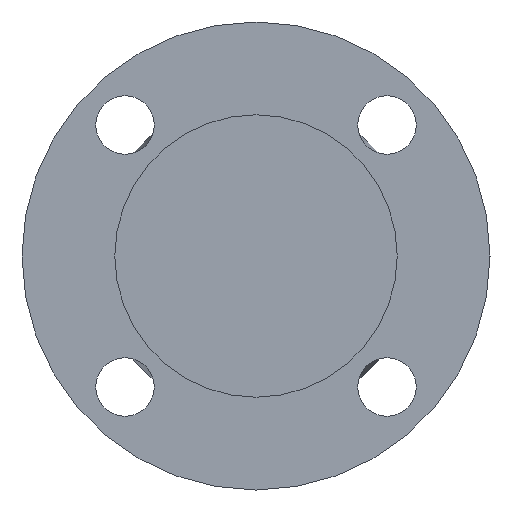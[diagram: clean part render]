
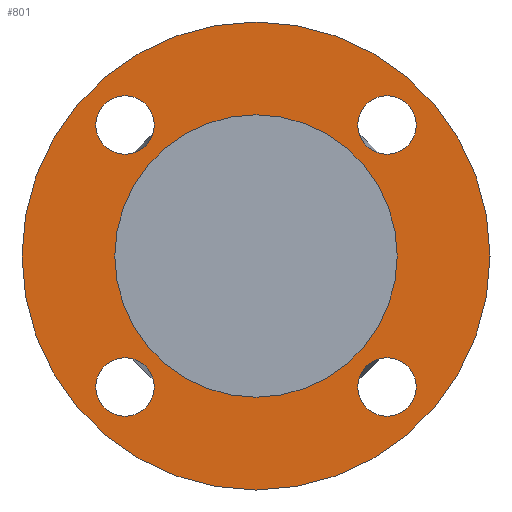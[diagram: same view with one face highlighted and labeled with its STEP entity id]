
A CAD part, left-side view. The second image highlights one B-rep face of the part: STEP entity #801.
In plain terms, the highlighted planar face has unit normal (-1, 0, 0).
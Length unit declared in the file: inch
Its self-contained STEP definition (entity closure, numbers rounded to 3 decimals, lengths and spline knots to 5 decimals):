
#48 = AXIS2_PLACEMENT_3D ( 'NONE', #219, #183, #382 ) ;
#51 = CIRCLE ( 'NONE', #439, 0.375 ) ;
#60 = FACE_BOUND ( 'NONE', #1015, .T. ) ;
#87 = EDGE_LOOP ( 'NONE', ( #1653, #1804 ) ) ;
#94 = DIRECTION ( 'NONE',  ( 1., 0., 0. ) ) ;
#130 = EDGE_LOOP ( 'NONE', ( #1192, #1283 ) ) ;
#151 = DIRECTION ( 'NONE',  ( 0., 1., 0. ) ) ;
#162 = PLANE ( 'NONE',  #893 ) ;
#168 = AXIS2_PLACEMENT_3D ( 'NONE', #1599, #281, #1016 ) ;
#169 = AXIS2_PLACEMENT_3D ( 'NONE', #1545, #248, #952 ) ;
#183 = DIRECTION ( 'NONE',  ( 1., 0., 0. ) ) ;
#195 = DIRECTION ( 'NONE',  ( 0., 0., -1. ) ) ;
#197 = CARTESIAN_POINT ( 'NONE',  ( -3.875, 1.81, 0. ) ) ;
#199 = EDGE_CURVE ( 'NONE', #2062, #2095, #838, .T. ) ;
#219 = CARTESIAN_POINT ( 'NONE',  ( -3.875, 1.67938, 1.67938 ) ) ;
#220 = EDGE_CURVE ( 'NONE', #828, #1302, #945, .T. ) ;
#234 = CARTESIAN_POINT ( 'NONE',  ( -3.875, 1.67938, -2.05438 ) ) ;
#248 = DIRECTION ( 'NONE',  ( 1., 0., 0. ) ) ;
#250 = CIRCLE ( 'NONE', #1858, 3. ) ;
#280 = AXIS2_PLACEMENT_3D ( 'NONE', #1853, #889, #1259 ) ;
#281 = DIRECTION ( 'NONE',  ( 1., 0., 0. ) ) ;
#289 = EDGE_LOOP ( 'NONE', ( #374, #1185 ) ) ;
#304 = FACE_BOUND ( 'NONE', #289, .T. ) ;
#309 = AXIS2_PLACEMENT_3D ( 'NONE', #663, #94, #2161 ) ;
#351 = AXIS2_PLACEMENT_3D ( 'NONE', #2365, #878, #151 ) ;
#374 = ORIENTED_EDGE ( 'NONE', *, *, #459, .T. ) ;
#382 = DIRECTION ( 'NONE',  ( 0., 0., -1. ) ) ;
#387 = EDGE_CURVE ( 'NONE', #519, #621, #704, .T. ) ;
#400 = AXIS2_PLACEMENT_3D ( 'NONE', #957, #1701, #619 ) ;
#439 = AXIS2_PLACEMENT_3D ( 'NONE', #1162, #627, #1918 ) ;
#446 = CIRCLE ( 'NONE', #168, 0.375 ) ;
#459 = EDGE_CURVE ( 'NONE', #943, #1251, #759, .T. ) ;
#462 = VERTEX_POINT ( 'NONE', #2243 ) ;
#467 = EDGE_CURVE ( 'NONE', #1366, #673, #973, .T. ) ;
#508 = EDGE_CURVE ( 'NONE', #1251, #943, #1074, .T. ) ;
#519 = VERTEX_POINT ( 'NONE', #2280 ) ;
#523 = CIRCLE ( 'NONE', #309, 0.375 ) ;
#557 = AXIS2_PLACEMENT_3D ( 'NONE', #2240, #1897, #2056 ) ;
#619 = DIRECTION ( 'NONE',  ( 0., 0., 1. ) ) ;
#621 = VERTEX_POINT ( 'NONE', #891 ) ;
#627 = DIRECTION ( 'NONE',  ( 1., 0., 0. ) ) ;
#628 = FACE_BOUND ( 'NONE', #1677, .T. ) ;
#636 = EDGE_CURVE ( 'NONE', #462, #1072, #2191, .T. ) ;
#650 = CIRCLE ( 'NONE', #2297, 1.81 ) ;
#656 = CARTESIAN_POINT ( 'NONE',  ( -3.875, -2.05438, 1.67938 ) ) ;
#663 = CARTESIAN_POINT ( 'NONE',  ( -3.875, -1.67938, 1.67938 ) ) ;
#673 = VERTEX_POINT ( 'NONE', #2187 ) ;
#704 = CIRCLE ( 'NONE', #280, 1.81 ) ;
#749 = ORIENTED_EDGE ( 'NONE', *, *, #1022, .T. ) ;
#759 = CIRCLE ( 'NONE', #874, 0.375 ) ;
#761 = CARTESIAN_POINT ( 'NONE',  ( -3.875, 0., 0. ) ) ;
#801 = ADVANCED_FACE ( 'Defeatured_0_11', ( #628, #1379, #1034, #1284, #60, #304 ), #162, .T. ) ;
#828 = VERTEX_POINT ( 'NONE', #1496 ) ;
#838 = CIRCLE ( 'NONE', #557, 0.375 ) ;
#874 = AXIS2_PLACEMENT_3D ( 'NONE', #1513, #1102, #195 ) ;
#878 = DIRECTION ( 'NONE',  ( 1., 0., 0. ) ) ;
#889 = DIRECTION ( 'NONE',  ( 1., 0., 0. ) ) ;
#891 = CARTESIAN_POINT ( 'NONE',  ( -3.875, 0., 1.81 ) ) ;
#893 = AXIS2_PLACEMENT_3D ( 'NONE', #197, #1477, #1104 ) ;
#912 = ORIENTED_EDGE ( 'NONE', *, *, #2211, .T. ) ;
#916 = CARTESIAN_POINT ( 'NONE',  ( -3.875, -1.30438, -1.67938 ) ) ;
#930 = DIRECTION ( 'NONE',  ( 1., 0., 0. ) ) ;
#943 = VERTEX_POINT ( 'NONE', #234 ) ;
#945 = CIRCLE ( 'NONE', #400, 3. ) ;
#952 = DIRECTION ( 'NONE',  ( 0., 0., -1. ) ) ;
#957 = CARTESIAN_POINT ( 'NONE',  ( -3.875, 0., 0. ) ) ;
#973 = CIRCLE ( 'NONE', #48, 0.375 ) ;
#1004 = ORIENTED_EDGE ( 'NONE', *, *, #387, .T. ) ;
#1015 = EDGE_LOOP ( 'NONE', ( #1948, #1421 ) ) ;
#1016 = DIRECTION ( 'NONE',  ( 0., 0., -1. ) ) ;
#1022 = EDGE_CURVE ( 'NONE', #1302, #828, #250, .T. ) ;
#1034 = FACE_BOUND ( 'NONE', #87, .T. ) ;
#1072 = VERTEX_POINT ( 'NONE', #656 ) ;
#1074 = CIRCLE ( 'NONE', #169, 0.375 ) ;
#1102 = DIRECTION ( 'NONE',  ( 1., 0., 0. ) ) ;
#1104 = DIRECTION ( 'NONE',  ( 0., 0., 1. ) ) ;
#1143 = EDGE_LOOP ( 'NONE', ( #749, #1827 ) ) ;
#1162 = CARTESIAN_POINT ( 'NONE',  ( -3.875, -1.67938, -1.67938 ) ) ;
#1185 = ORIENTED_EDGE ( 'NONE', *, *, #508, .T. ) ;
#1192 = ORIENTED_EDGE ( 'NONE', *, *, #636, .T. ) ;
#1251 = VERTEX_POINT ( 'NONE', #1536 ) ;
#1259 = DIRECTION ( 'NONE',  ( 0., 0., 1. ) ) ;
#1283 = ORIENTED_EDGE ( 'NONE', *, *, #1780, .T. ) ;
#1284 = FACE_BOUND ( 'NONE', #130, .T. ) ;
#1302 = VERTEX_POINT ( 'NONE', #2076 ) ;
#1366 = VERTEX_POINT ( 'NONE', #1382 ) ;
#1379 = FACE_OUTER_BOUND ( 'NONE', #1143, .T. ) ;
#1382 = CARTESIAN_POINT ( 'NONE',  ( -3.875, 1.67938, 2.05438 ) ) ;
#1421 = ORIENTED_EDGE ( 'NONE', *, *, #2298, .T. ) ;
#1477 = DIRECTION ( 'NONE',  ( -1., 0., 0. ) ) ;
#1496 = CARTESIAN_POINT ( 'NONE',  ( -3.875, 0., -3. ) ) ;
#1513 = CARTESIAN_POINT ( 'NONE',  ( -3.875, 1.67938, -1.67938 ) ) ;
#1536 = CARTESIAN_POINT ( 'NONE',  ( -3.875, 1.67938, -1.30438 ) ) ;
#1545 = CARTESIAN_POINT ( 'NONE',  ( -3.875, 1.67938, -1.67938 ) ) ;
#1599 = CARTESIAN_POINT ( 'NONE',  ( -3.875, 1.67938, 1.67938 ) ) ;
#1653 = ORIENTED_EDGE ( 'NONE', *, *, #2393, .T. ) ;
#1677 = EDGE_LOOP ( 'NONE', ( #912, #1004 ) ) ;
#1701 = DIRECTION ( 'NONE',  ( -1., 0., 0. ) ) ;
#1733 = DIRECTION ( 'NONE',  ( -1., 0., 0. ) ) ;
#1767 = CARTESIAN_POINT ( 'NONE',  ( -3.875, 0., 0. ) ) ;
#1780 = EDGE_CURVE ( 'NONE', #1072, #462, #523, .T. ) ;
#1804 = ORIENTED_EDGE ( 'NONE', *, *, #467, .T. ) ;
#1815 = CARTESIAN_POINT ( 'NONE',  ( -3.875, -2.05438, -1.67938 ) ) ;
#1827 = ORIENTED_EDGE ( 'NONE', *, *, #220, .T. ) ;
#1853 = CARTESIAN_POINT ( 'NONE',  ( -3.875, 0., 0. ) ) ;
#1858 = AXIS2_PLACEMENT_3D ( 'NONE', #1767, #1733, #2304 ) ;
#1881 = DIRECTION ( 'NONE',  ( 0., 0., 1. ) ) ;
#1897 = DIRECTION ( 'NONE',  ( 1., 0., 0. ) ) ;
#1918 = DIRECTION ( 'NONE',  ( 0., 1., 0. ) ) ;
#1948 = ORIENTED_EDGE ( 'NONE', *, *, #199, .T. ) ;
#2056 = DIRECTION ( 'NONE',  ( 0., 1., 0. ) ) ;
#2062 = VERTEX_POINT ( 'NONE', #916 ) ;
#2076 = CARTESIAN_POINT ( 'NONE',  ( -3.875, 0., 3. ) ) ;
#2095 = VERTEX_POINT ( 'NONE', #1815 ) ;
#2161 = DIRECTION ( 'NONE',  ( 0., 1., 0. ) ) ;
#2187 = CARTESIAN_POINT ( 'NONE',  ( -3.875, 1.67938, 1.30438 ) ) ;
#2191 = CIRCLE ( 'NONE', #351, 0.375 ) ;
#2211 = EDGE_CURVE ( 'NONE', #621, #519, #650, .T. ) ;
#2240 = CARTESIAN_POINT ( 'NONE',  ( -3.875, -1.67938, -1.67938 ) ) ;
#2243 = CARTESIAN_POINT ( 'NONE',  ( -3.875, -1.30438, 1.67938 ) ) ;
#2280 = CARTESIAN_POINT ( 'NONE',  ( -3.875, 0., -1.81 ) ) ;
#2297 = AXIS2_PLACEMENT_3D ( 'NONE', #761, #930, #1881 ) ;
#2298 = EDGE_CURVE ( 'NONE', #2095, #2062, #51, .T. ) ;
#2304 = DIRECTION ( 'NONE',  ( 0., 0., 1. ) ) ;
#2365 = CARTESIAN_POINT ( 'NONE',  ( -3.875, -1.67938, 1.67938 ) ) ;
#2393 = EDGE_CURVE ( 'NONE', #673, #1366, #446, .T. ) ;
